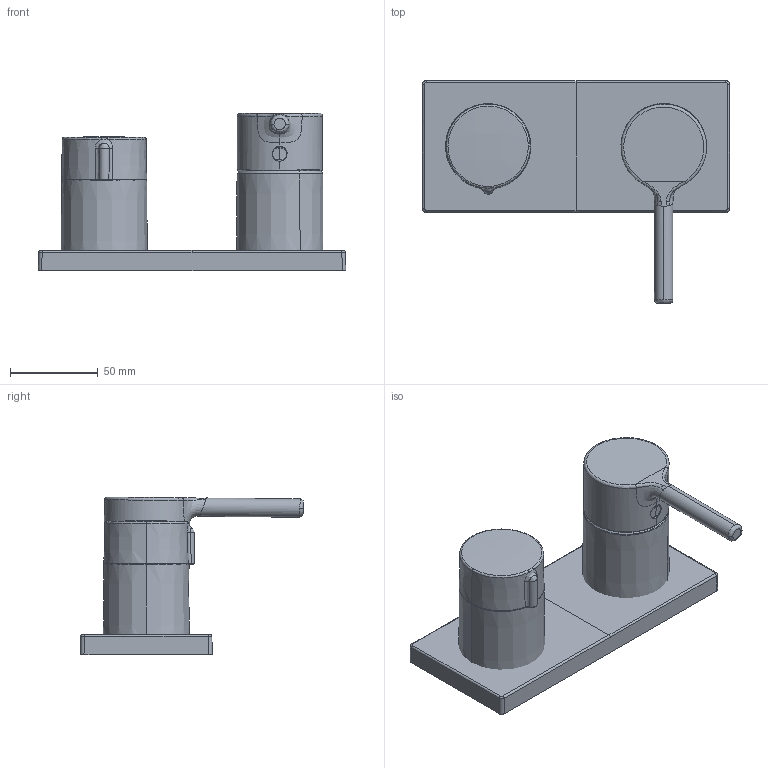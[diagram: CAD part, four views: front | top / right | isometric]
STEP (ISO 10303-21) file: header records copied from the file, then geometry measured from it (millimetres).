
FILE_DESCRIPTION (( 'STEP AP203' ), '1' );
FILE_NAME ('54829007(2022).STEP', '2022-10-27T11:55:02', ( '' ), ( '' ), 'SwSTEP 2.0', 'SolidWorks 2016', '' );
FILE_SCHEMA (( 'CONFIG_CONTROL_DESIGN' ));
Length unit declared in the file: millimetre
Products named in the file (1): 54829007(2022)
Bounding box: 175 x 126.97 x 89.8 mm (x, y, z)
Volume: 424988.2 mm3; surface area: 76850.5 mm2
Topology: 6 solids, 6 shells, 398 faces, 926 edges, 522 vertices
Faces by surface type: bspline 276, cylinder 61, plane 41, cone 16, sphere 2, torus 2
Entity records: 20151 total; most frequent: CARTESIAN_POINT 13129, ORIENTED_EDGE 1814, DIRECTION 969, EDGE_CURVE 907, VERTEX_POINT 522, AXIS2_PLACEMENT_3D 419, EDGE_LOOP 401, ADVANCED_FACE 398
